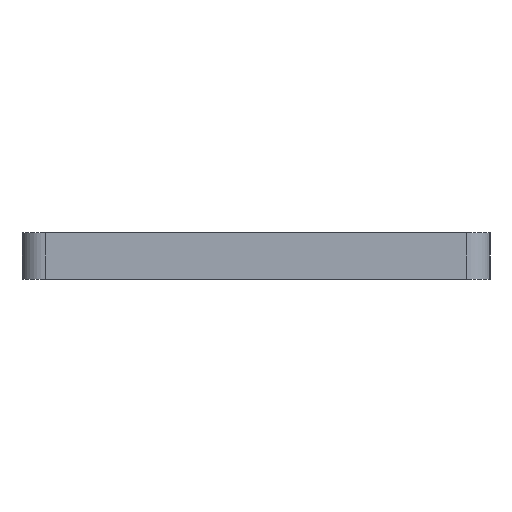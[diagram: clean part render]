
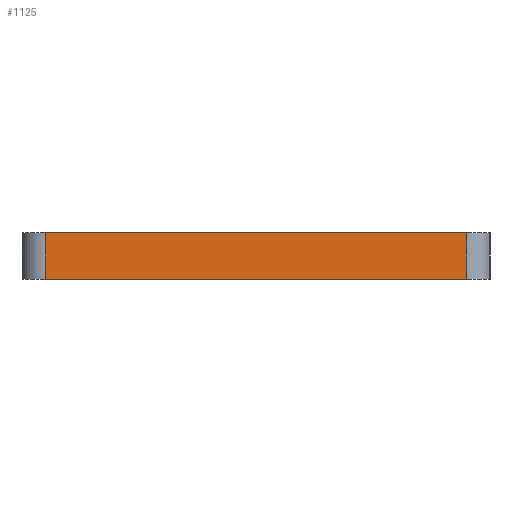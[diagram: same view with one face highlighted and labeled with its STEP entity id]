
A CAD part, left-side view. The second image highlights one B-rep face of the part: STEP entity #1125.
In plain terms, the highlighted planar face has unit normal (-1, 0, 0).
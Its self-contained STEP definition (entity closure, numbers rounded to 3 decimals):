
#88 = VERTEX_POINT ( 'NONE', #898 ) ;
#142 = ORIENTED_EDGE ( 'NONE', *, *, #1328, .T. ) ;
#166 = VERTEX_POINT ( 'NONE', #314 ) ;
#170 = VERTEX_POINT ( 'NONE', #1404 ) ;
#172 = DIRECTION ( 'NONE',  ( 1., 0., 0. ) ) ;
#209 = DIRECTION ( 'NONE',  ( 0., -1., 0. ) ) ;
#252 = DIRECTION ( 'NONE',  ( 0., 0., -1. ) ) ;
#272 = VECTOR ( 'NONE', #1571, 1000. ) ;
#292 = LINE ( 'NONE', #584, #1217 ) ;
#314 = CARTESIAN_POINT ( 'NONE',  ( -13.5, -4.5, 1. ) ) ;
#333 = EDGE_CURVE ( 'NONE', #393, #166, #638, .T. ) ;
#377 = EDGE_CURVE ( 'NONE', #393, #88, #1428, .T. ) ;
#383 = LINE ( 'NONE', #998, #1426 ) ;
#393 = VERTEX_POINT ( 'NONE', #496 ) ;
#415 = DIRECTION ( 'NONE',  ( 0., 0., -1. ) ) ;
#496 = CARTESIAN_POINT ( 'NONE',  ( -13.5, 4.5, 1. ) ) ;
#522 = FACE_OUTER_BOUND ( 'NONE', #611, .T. ) ;
#576 = ORIENTED_EDGE ( 'NONE', *, *, #1016, .T. ) ;
#584 = CARTESIAN_POINT ( 'NONE',  ( -13.5, 5., 0. ) ) ;
#589 = ORIENTED_EDGE ( 'NONE', *, *, #377, .T. ) ;
#611 = EDGE_LOOP ( 'NONE', ( #142, #576, #1381, #589 ) ) ;
#638 = LINE ( 'NONE', #1343, #272 ) ;
#652 = CARTESIAN_POINT ( 'NONE',  ( -13.5, 5., 1. ) ) ;
#663 = VECTOR ( 'NONE', #252, 1000. ) ;
#863 = DIRECTION ( 'NONE',  ( 0., 0., 1. ) ) ;
#898 = CARTESIAN_POINT ( 'NONE',  ( -13.5, 4.5, 0. ) ) ;
#998 = CARTESIAN_POINT ( 'NONE',  ( -13.5, -4.5, 1. ) ) ;
#1016 = EDGE_CURVE ( 'NONE', #170, #166, #383, .T. ) ;
#1103 = CARTESIAN_POINT ( 'NONE',  ( -13.5, 4.5, 1. ) ) ;
#1125 = ADVANCED_FACE ( 'NONE', ( #522 ), #1131, .F. ) ;
#1131 = PLANE ( 'NONE',  #1247 ) ;
#1217 = VECTOR ( 'NONE', #209, 1000. ) ;
#1247 = AXIS2_PLACEMENT_3D ( 'NONE', #652, #172, #415 ) ;
#1328 = EDGE_CURVE ( 'NONE', #88, #170, #292, .T. ) ;
#1343 = CARTESIAN_POINT ( 'NONE',  ( -13.5, 5., 1. ) ) ;
#1381 = ORIENTED_EDGE ( 'NONE', *, *, #333, .F. ) ;
#1404 = CARTESIAN_POINT ( 'NONE',  ( -13.5, -4.5, 0. ) ) ;
#1426 = VECTOR ( 'NONE', #863, 1000. ) ;
#1428 = LINE ( 'NONE', #1103, #663 ) ;
#1571 = DIRECTION ( 'NONE',  ( 0., -1., 0. ) ) ;
